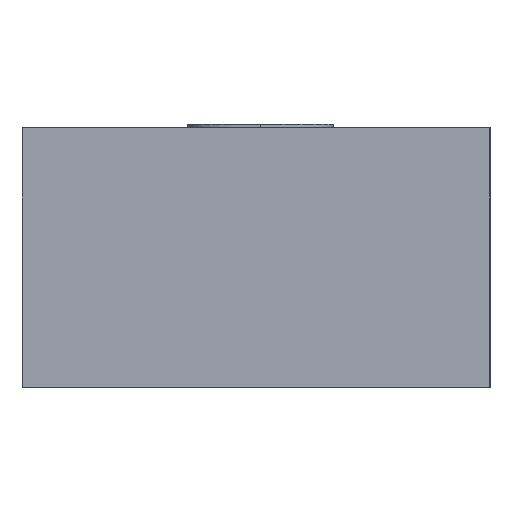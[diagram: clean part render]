
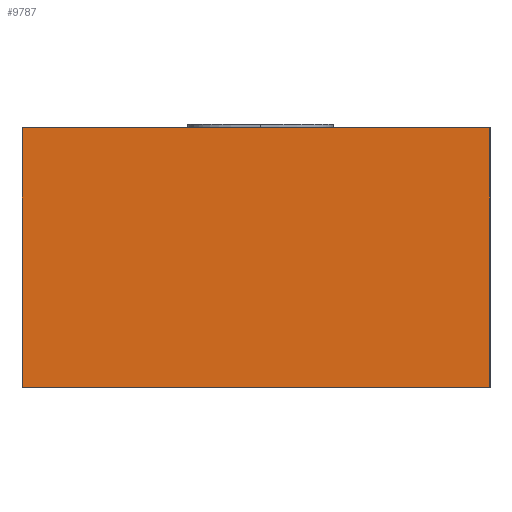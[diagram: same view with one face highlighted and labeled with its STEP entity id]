
A CAD part, left-side view. The second image highlights one B-rep face of the part: STEP entity #9787.
In plain terms, the highlighted planar face has unit normal (-1, 0, 0).
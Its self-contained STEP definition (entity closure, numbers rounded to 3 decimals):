
#516 = PLANE('',#517);
#517 = AXIS2_PLACEMENT_3D('',#518,#519,#520);
#518 = CARTESIAN_POINT('',(-2.476,-0.675,0.75));
#519 = DIRECTION('',(0.,0.,-1.));
#520 = DIRECTION('',(1.,0.,0.));
#4740 = VERTEX_POINT('',#4741);
#4741 = CARTESIAN_POINT('',(-1.15,-0.675,0.75));
#4755 = PLANE('',#4756);
#4756 = AXIS2_PLACEMENT_3D('',#4757,#4758,#4759);
#4757 = CARTESIAN_POINT('',(-2.476,-0.675,0.7));
#4758 = DIRECTION('',(0.,1.,0.));
#4759 = DIRECTION('',(0.,0.,1.));
#4767 = EDGE_CURVE('',#4740,#4768,#4770,.T.);
#4768 = VERTEX_POINT('',#4769);
#4769 = CARTESIAN_POINT('',(-1.15,0.675,0.75));
#4770 = SURFACE_CURVE('',#4771,(#4775,#4782),.PCURVE_S1.);
#4771 = LINE('',#4772,#4773);
#4772 = CARTESIAN_POINT('',(-1.15,-0.675,0.75));
#4773 = VECTOR('',#4774,1.);
#4774 = DIRECTION('',(0.,1.,0.));
#4775 = PCURVE('',#516,#4776);
#4776 = DEFINITIONAL_REPRESENTATION('',(#4777),#4781);
#4777 = LINE('',#4778,#4779);
#4778 = CARTESIAN_POINT('',(1.326,0.));
#4779 = VECTOR('',#4780,1.);
#4780 = DIRECTION('',(0.,-1.));
#4781 = ( GEOMETRIC_REPRESENTATION_CONTEXT(2) 
PARAMETRIC_REPRESENTATION_CONTEXT() REPRESENTATION_CONTEXT('2D SPACE',''
  ) );
#4782 = PCURVE('',#4783,#4788);
#4783 = PLANE('',#4784);
#4784 = AXIS2_PLACEMENT_3D('',#4785,#4786,#4787);
#4785 = CARTESIAN_POINT('',(-1.15,-0.675,0.75));
#4786 = DIRECTION('',(-1.,0.,0.));
#4787 = DIRECTION('',(0.,-1.,0.));
#4788 = DEFINITIONAL_REPRESENTATION('',(#4789),#4793);
#4789 = LINE('',#4790,#4791);
#4790 = CARTESIAN_POINT('',(0.,0.));
#4791 = VECTOR('',#4792,1.);
#4792 = DIRECTION('',(-1.,0.));
#4793 = ( GEOMETRIC_REPRESENTATION_CONTEXT(2) 
PARAMETRIC_REPRESENTATION_CONTEXT() REPRESENTATION_CONTEXT('2D SPACE',''
  ) );
#4811 = PLANE('',#4812);
#4812 = AXIS2_PLACEMENT_3D('',#4813,#4814,#4815);
#4813 = CARTESIAN_POINT('',(-2.476,0.675,0.75));
#4814 = DIRECTION('',(0.,-1.,0.));
#4815 = DIRECTION('',(1.,0.,0.));
#9738 = VERTEX_POINT('',#9739);
#9739 = CARTESIAN_POINT('',(-1.15,-0.675,0.));
#9753 = PLANE('',#9754);
#9754 = AXIS2_PLACEMENT_3D('',#9755,#9756,#9757);
#9755 = CARTESIAN_POINT('',(-1.15,-0.675,0.));
#9756 = DIRECTION('',(0.,0.,1.));
#9757 = DIRECTION('',(0.,-1.,0.));
#9765 = EDGE_CURVE('',#4740,#9738,#9766,.T.);
#9766 = SURFACE_CURVE('',#9767,(#9771,#9778),.PCURVE_S1.);
#9767 = LINE('',#9768,#9769);
#9768 = CARTESIAN_POINT('',(-1.15,-0.675,0.75));
#9769 = VECTOR('',#9770,1.);
#9770 = DIRECTION('',(0.,0.,-1.));
#9771 = PCURVE('',#4755,#9772);
#9772 = DEFINITIONAL_REPRESENTATION('',(#9773),#9777);
#9773 = LINE('',#9774,#9775);
#9774 = CARTESIAN_POINT('',(0.05,1.326));
#9775 = VECTOR('',#9776,1.);
#9776 = DIRECTION('',(-1.,0.));
#9777 = ( GEOMETRIC_REPRESENTATION_CONTEXT(2) 
PARAMETRIC_REPRESENTATION_CONTEXT() REPRESENTATION_CONTEXT('2D SPACE',''
  ) );
#9778 = PCURVE('',#4783,#9779);
#9779 = DEFINITIONAL_REPRESENTATION('',(#9780),#9784);
#9780 = LINE('',#9781,#9782);
#9781 = CARTESIAN_POINT('',(0.,0.));
#9782 = VECTOR('',#9783,1.);
#9783 = DIRECTION('',(0.,-1.));
#9784 = ( GEOMETRIC_REPRESENTATION_CONTEXT(2) 
PARAMETRIC_REPRESENTATION_CONTEXT() REPRESENTATION_CONTEXT('2D SPACE',''
  ) );
#9787 = ADVANCED_FACE('',(#9788),#4783,.T.);
#9788 = FACE_BOUND('',#9789,.T.);
#9789 = EDGE_LOOP('',(#9790,#9813,#9834,#9835));
#9790 = ORIENTED_EDGE('',*,*,#9791,.T.);
#9791 = EDGE_CURVE('',#4768,#9792,#9794,.T.);
#9792 = VERTEX_POINT('',#9793);
#9793 = CARTESIAN_POINT('',(-1.15,0.675,0.));
#9794 = SURFACE_CURVE('',#9795,(#9799,#9806),.PCURVE_S1.);
#9795 = LINE('',#9796,#9797);
#9796 = CARTESIAN_POINT('',(-1.15,0.675,0.75));
#9797 = VECTOR('',#9798,1.);
#9798 = DIRECTION('',(0.,0.,-1.));
#9799 = PCURVE('',#4783,#9800);
#9800 = DEFINITIONAL_REPRESENTATION('',(#9801),#9805);
#9801 = LINE('',#9802,#9803);
#9802 = CARTESIAN_POINT('',(-1.35,0.));
#9803 = VECTOR('',#9804,1.);
#9804 = DIRECTION('',(0.,-1.));
#9805 = ( GEOMETRIC_REPRESENTATION_CONTEXT(2) 
PARAMETRIC_REPRESENTATION_CONTEXT() REPRESENTATION_CONTEXT('2D SPACE',''
  ) );
#9806 = PCURVE('',#4811,#9807);
#9807 = DEFINITIONAL_REPRESENTATION('',(#9808),#9812);
#9808 = LINE('',#9809,#9810);
#9809 = CARTESIAN_POINT('',(1.326,0.));
#9810 = VECTOR('',#9811,1.);
#9811 = DIRECTION('',(0.,-1.));
#9812 = ( GEOMETRIC_REPRESENTATION_CONTEXT(2) 
PARAMETRIC_REPRESENTATION_CONTEXT() REPRESENTATION_CONTEXT('2D SPACE',''
  ) );
#9813 = ORIENTED_EDGE('',*,*,#9814,.T.);
#9814 = EDGE_CURVE('',#9792,#9738,#9815,.T.);
#9815 = SURFACE_CURVE('',#9816,(#9820,#9827),.PCURVE_S1.);
#9816 = LINE('',#9817,#9818);
#9817 = CARTESIAN_POINT('',(-1.15,-0.675,0.));
#9818 = VECTOR('',#9819,1.);
#9819 = DIRECTION('',(0.,-1.,0.));
#9820 = PCURVE('',#4783,#9821);
#9821 = DEFINITIONAL_REPRESENTATION('',(#9822),#9826);
#9822 = LINE('',#9823,#9824);
#9823 = CARTESIAN_POINT('',(0.,-0.75));
#9824 = VECTOR('',#9825,1.);
#9825 = DIRECTION('',(1.,0.));
#9826 = ( GEOMETRIC_REPRESENTATION_CONTEXT(2) 
PARAMETRIC_REPRESENTATION_CONTEXT() REPRESENTATION_CONTEXT('2D SPACE',''
  ) );
#9827 = PCURVE('',#9753,#9828);
#9828 = DEFINITIONAL_REPRESENTATION('',(#9829),#9833);
#9829 = LINE('',#9830,#9831);
#9830 = CARTESIAN_POINT('',(0.,0.));
#9831 = VECTOR('',#9832,1.);
#9832 = DIRECTION('',(1.,0.));
#9833 = ( GEOMETRIC_REPRESENTATION_CONTEXT(2) 
PARAMETRIC_REPRESENTATION_CONTEXT() REPRESENTATION_CONTEXT('2D SPACE',''
  ) );
#9834 = ORIENTED_EDGE('',*,*,#9765,.F.);
#9835 = ORIENTED_EDGE('',*,*,#4767,.T.);
